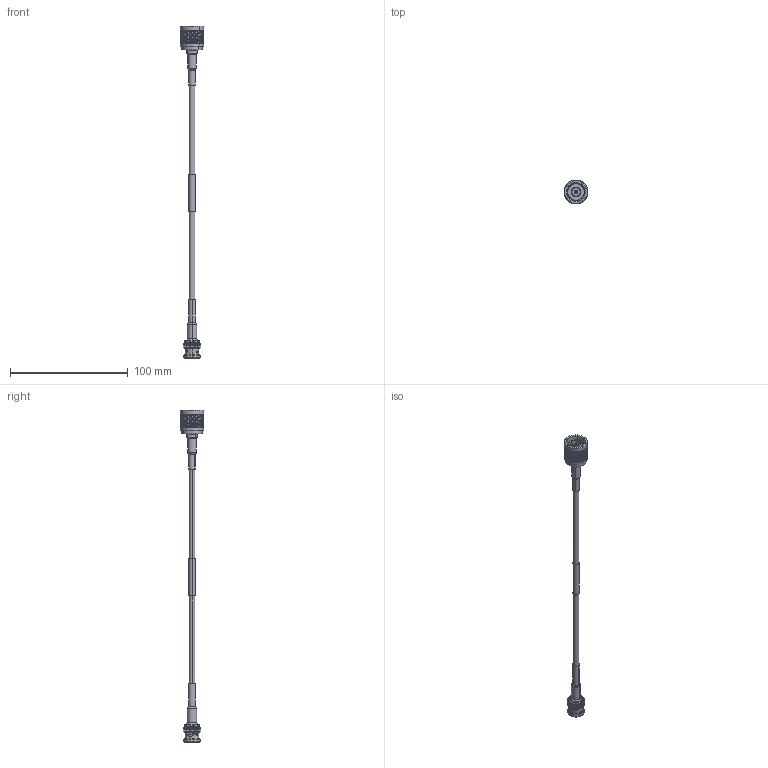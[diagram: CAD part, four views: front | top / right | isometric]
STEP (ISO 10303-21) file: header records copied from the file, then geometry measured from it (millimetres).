
FILE_DESCRIPTION (( 'STEP AP214' ), '1' );
FILE_NAME ('FMC0108058LF_3D.step', '2024-03-01T18:28:19', ( '' ), ( '' ), 'SwSTEP 2.0', 'SolidWorks 2022', '' );
FILE_SCHEMA (( 'AUTOMOTIVE_DESIGN' ));
Length unit declared in the file: inch
Products named in the file (5): Heat Shrinks^FMC0108058LF; Coax Cable^FMC0108058LF_RG58; SC9109_3D^FMC0108058LF; FMC0108058LF_3D; SC6025_3D^FMC0108058LF
Assembly tree (4 placements, depth 2):
  FMC0108058LF_3D
    Coax Cable^FMC0108058LF_RG58
    Heat Shrinks^FMC0108058LF
    SC6025_3D^FMC0108058LF
    SC9109_3D^FMC0108058LF
Bounding box: 20.32 x 20.32 x 282.52 mm (x, y, z)
Volume: 12571.8 mm3; surface area: 10892.8 mm2
Topology: 6 solids, 6 shells, 2871 faces, 6254 edges, 3415 vertices
Faces by surface type: bspline 1813, cylinder 686, plane 195, cone 168, torus 8, sphere 1
Entity records: 108152 total; most frequent: CARTESIAN_POINT 66125, ORIENTED_EDGE 12502, EDGE_CURVE 6251, DIRECTION 4050, VERTEX_POINT 3413, EDGE_LOOP 2900, FACE_OUTER_BOUND 2871, ADVANCED_FACE 2871
